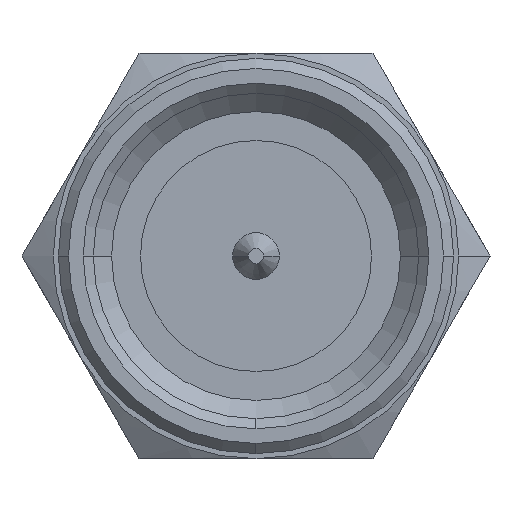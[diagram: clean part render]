
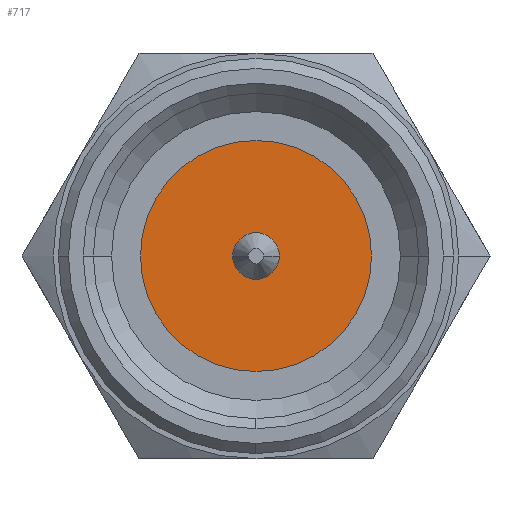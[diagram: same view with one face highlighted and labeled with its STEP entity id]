
A CAD part, left-side view. The second image highlights one B-rep face of the part: STEP entity #717.
In plain terms, the highlighted planar face has unit normal (-1, 0, 0).
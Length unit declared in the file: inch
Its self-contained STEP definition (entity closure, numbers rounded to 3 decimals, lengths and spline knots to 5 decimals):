
#105 = DIRECTION ( 'NONE',  ( 0., 1., 0. ) ) ;
#125 = DIRECTION ( 'NONE',  ( 0., 0., 1. ) ) ;
#438 = EDGE_LOOP ( 'NONE', ( #2709, #2676 ) ) ;
#717 = ADVANCED_FACE ( 'NONE', ( #1604, #3787 ), #2032, .T. ) ;
#812 = AXIS2_PLACEMENT_3D ( 'NONE', #3089, #4513, #125 ) ;
#836 = CARTESIAN_POINT ( 'NONE',  ( 0.11811, 0., 0. ) ) ;
#877 = CARTESIAN_POINT ( 'NONE',  ( 0.11811, 0.08976, 0. ) ) ;
#1144 = AXIS2_PLACEMENT_3D ( 'NONE', #3250, #1455, #1432 ) ;
#1167 = DIRECTION ( 'NONE',  ( 0., 1., 0. ) ) ;
#1242 = CARTESIAN_POINT ( 'NONE',  ( 0.11811, 0.01811, 0. ) ) ;
#1342 = EDGE_CURVE ( 'NONE', #3681, #2085, #3984, .T. ) ;
#1432 = DIRECTION ( 'NONE',  ( 0., -1., 0. ) ) ;
#1455 = DIRECTION ( 'NONE',  ( -1., 0., 0. ) ) ;
#1486 = EDGE_CURVE ( 'NONE', #3681, #2085, #2064, .T. ) ;
#1549 = EDGE_CURVE ( 'NONE', #4675, #2508, #2914, .T. ) ;
#1604 = FACE_BOUND ( 'NONE', #438, .T. ) ;
#1687 = AXIS2_PLACEMENT_3D ( 'NONE', #2227, #2975, #1167 ) ;
#1871 = ORIENTED_EDGE ( 'NONE', *, *, #1486, .T. ) ;
#2032 = PLANE ( 'NONE',  #812 ) ;
#2040 = CARTESIAN_POINT ( 'NONE',  ( 0.11811, 0., 0. ) ) ;
#2064 = CIRCLE ( 'NONE', #1687, 0.08976 ) ;
#2085 = VERTEX_POINT ( 'NONE', #2744 ) ;
#2142 = AXIS2_PLACEMENT_3D ( 'NONE', #2040, #3221, #4661 ) ;
#2227 = CARTESIAN_POINT ( 'NONE',  ( 0.11811, 0., 0. ) ) ;
#2349 = DIRECTION ( 'NONE',  ( -1., 0., 0. ) ) ;
#2508 = VERTEX_POINT ( 'NONE', #3682 ) ;
#2676 = ORIENTED_EDGE ( 'NONE', *, *, #1549, .F. ) ;
#2709 = ORIENTED_EDGE ( 'NONE', *, *, #4528, .F. ) ;
#2744 = CARTESIAN_POINT ( 'NONE',  ( 0.11811, -0.08976, 0. ) ) ;
#2914 = CIRCLE ( 'NONE', #4124, 0.01811 ) ;
#2972 = CIRCLE ( 'NONE', #1144, 0.01811 ) ;
#2975 = DIRECTION ( 'NONE',  ( -1., 0., 0. ) ) ;
#3089 = CARTESIAN_POINT ( 'NONE',  ( 0.11811, 0., 0. ) ) ;
#3221 = DIRECTION ( 'NONE',  ( 1., 0., 0. ) ) ;
#3241 = ORIENTED_EDGE ( 'NONE', *, *, #1342, .F. ) ;
#3250 = CARTESIAN_POINT ( 'NONE',  ( 0.11811, 0., 0. ) ) ;
#3681 = VERTEX_POINT ( 'NONE', #877 ) ;
#3682 = CARTESIAN_POINT ( 'NONE',  ( 0.11811, -0.01811, 0. ) ) ;
#3762 = EDGE_LOOP ( 'NONE', ( #1871, #3241 ) ) ;
#3787 = FACE_OUTER_BOUND ( 'NONE', #3762, .T. ) ;
#3984 = CIRCLE ( 'NONE', #2142, 0.08976 ) ;
#4124 = AXIS2_PLACEMENT_3D ( 'NONE', #836, #2349, #105 ) ;
#4513 = DIRECTION ( 'NONE',  ( -1., 0., 0. ) ) ;
#4528 = EDGE_CURVE ( 'NONE', #2508, #4675, #2972, .T. ) ;
#4661 = DIRECTION ( 'NONE',  ( 0., 1., 0. ) ) ;
#4675 = VERTEX_POINT ( 'NONE', #1242 ) ;
